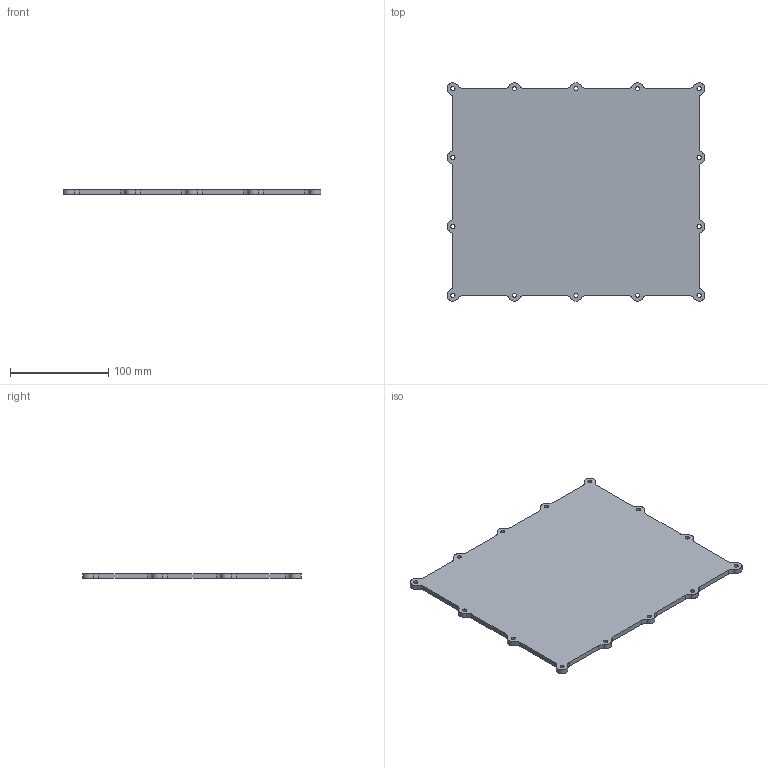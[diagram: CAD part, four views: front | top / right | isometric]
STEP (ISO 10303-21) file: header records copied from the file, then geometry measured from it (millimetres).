
FILE_DESCRIPTION(/* description */ (''),/* implementation_level */ '2;1');
FILE_NAME(/* name */ 'Battery_Box_Base_Final_STEP_20210406.step',/* time_stamp */ '2021-04-06T14:15:47+10:00',/* author */ (''),/* organization */ (''),/* preprocessor_version */ 'ST-DEVELOPER v18.1',/* originating_system */ 'Autodesk Translation Framework v9.10.0.1330',/* authorisation */ '');
FILE_SCHEMA (('AUTOMOTIVE_DESIGN { 1 0 10303 214 3 1 1 }'));
Length unit declared in the file: millimetre
Products named in the file (1): Battery Box
Bounding box: 262 x 222 x 5 mm (x, y, z)
Volume: 266460.4 mm3; surface area: 112600.7 mm2
Topology: 1 solids, 1 shells, 72 faces, 210 edges, 140 vertices
Faces by surface type: cylinder 56, plane 16
Full cylindrical faces by diameter (mm): 4.2 x14
Entity records: 2542 total; most frequent: DIRECTION 468, CARTESIAN_POINT 423, ORIENTED_EDGE 420, EDGE_CURVE 210, AXIS2_PLACEMENT_3D 185, VERTEX_POINT 140, CIRCLE 112, EDGE_LOOP 100
